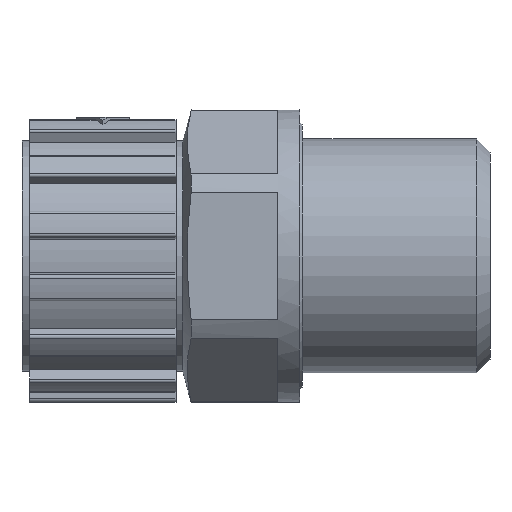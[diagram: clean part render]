
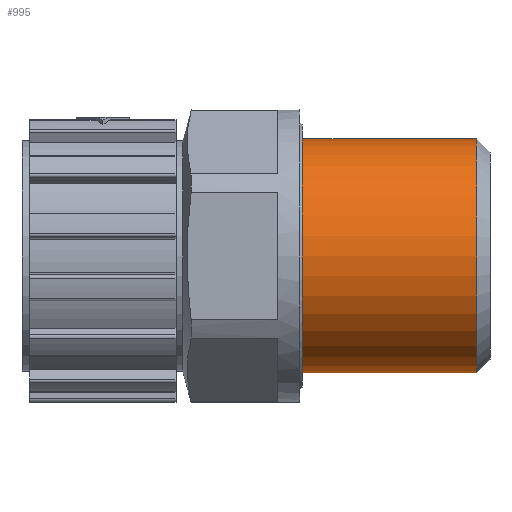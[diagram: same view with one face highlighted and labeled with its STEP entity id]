
A CAD part, front view. The second image highlights one B-rep face of the part: STEP entity #995.
In plain terms, the highlighted cylindrical face has radius 8 mm (diameter 16 mm), a full revolution.
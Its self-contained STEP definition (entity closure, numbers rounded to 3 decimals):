
#160 = CARTESIAN_POINT ( 'NONE',  ( 12.08, 0., 0. ) ) ;
#371 = CARTESIAN_POINT ( 'NONE',  ( 0., 0., 0. ) ) ;
#473 = CIRCLE ( 'NONE', #1021, 8. ) ;
#502 = EDGE_CURVE ( 'NONE', #1745, #1745, #473, .T. ) ;
#659 = EDGE_CURVE ( 'NONE', #4035, #4035, #1573, .T. ) ;
#707 = DIRECTION ( 'NONE',  ( 1., 0., 0. ) ) ;
#726 = DIRECTION ( 'NONE',  ( 0., 0., -1. ) ) ;
#963 = AXIS2_PLACEMENT_3D ( 'NONE', #3649, #707, #726 ) ;
#995 = ADVANCED_FACE ( 'NONE', ( #3965, #3047 ), #1054, .T. ) ;
#1021 = AXIS2_PLACEMENT_3D ( 'NONE', #371, #2641, #2005 ) ;
#1054 = CYLINDRICAL_SURFACE ( 'NONE', #963, 8. ) ;
#1102 = CARTESIAN_POINT ( 'NONE',  ( 12.08, 0., -8. ) ) ;
#1439 = DIRECTION ( 'NONE',  ( 0., 0., -1. ) ) ;
#1573 = CIRCLE ( 'NONE', #2668, 8. ) ;
#1745 = VERTEX_POINT ( 'NONE', #3099 ) ;
#2005 = DIRECTION ( 'NONE',  ( 0., 0., -1. ) ) ;
#2626 = ORIENTED_EDGE ( 'NONE', *, *, #502, .T. ) ;
#2641 = DIRECTION ( 'NONE',  ( 1., 0., 0. ) ) ;
#2668 = AXIS2_PLACEMENT_3D ( 'NONE', #160, #4099, #1439 ) ;
#3047 = FACE_OUTER_BOUND ( 'NONE', #3276, .T. ) ;
#3054 = ORIENTED_EDGE ( 'NONE', *, *, #659, .F. ) ;
#3099 = CARTESIAN_POINT ( 'NONE',  ( 0., 0., -8. ) ) ;
#3276 = EDGE_LOOP ( 'NONE', ( #2626 ) ) ;
#3649 = CARTESIAN_POINT ( 'NONE',  ( 13., 0., 0. ) ) ;
#3965 = FACE_OUTER_BOUND ( 'NONE', #4078, .T. ) ;
#4035 = VERTEX_POINT ( 'NONE', #1102 ) ;
#4078 = EDGE_LOOP ( 'NONE', ( #3054 ) ) ;
#4099 = DIRECTION ( 'NONE',  ( 1., 0., 0. ) ) ;
